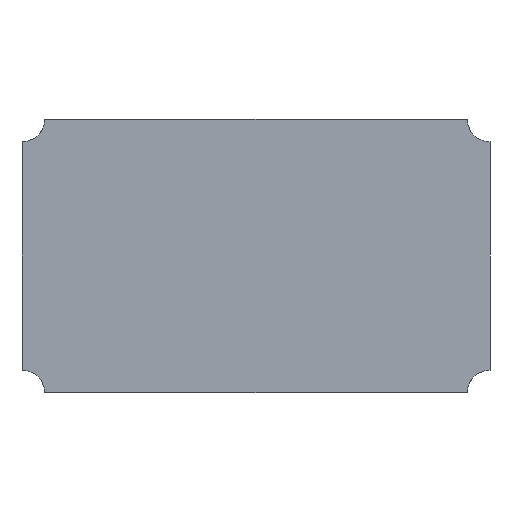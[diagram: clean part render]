
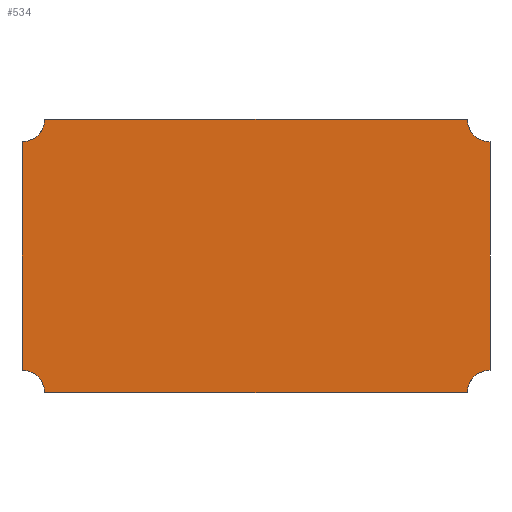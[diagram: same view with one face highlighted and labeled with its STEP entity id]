
A CAD part, front view. The second image highlights one B-rep face of the part: STEP entity #534.
In plain terms, the highlighted planar face has unit normal (0, -1, 0).
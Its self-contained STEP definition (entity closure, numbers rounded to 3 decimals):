
#24=PLANE('',#597);
#46=FACE_OUTER_BOUND('',#80,.T.);
#80=EDGE_LOOP('',(#398,#399,#400,#401,#402,#403,#404,#405));
#117=LINE('',#918,#157);
#121=LINE('',#927,#161);
#122=LINE('',#929,#162);
#123=LINE('',#930,#163);
#157=VECTOR('',#699,10.);
#161=VECTOR('',#709,10.);
#162=VECTOR('',#712,10.);
#163=VECTOR('',#713,10.);
#191=CIRCLE('',#576,0.1);
#194=CIRCLE('',#580,0.1);
#197=CIRCLE('',#584,0.1);
#200=CIRCLE('',#588,0.1);
#229=VERTEX_POINT('',#841);
#230=VERTEX_POINT('',#843);
#235=VERTEX_POINT('',#861);
#236=VERTEX_POINT('',#863);
#241=VERTEX_POINT('',#881);
#242=VERTEX_POINT('',#883);
#247=VERTEX_POINT('',#901);
#248=VERTEX_POINT('',#903);
#277=EDGE_CURVE('',#230,#229,#191,.T.);
#283=EDGE_CURVE('',#236,#235,#194,.T.);
#289=EDGE_CURVE('',#242,#241,#197,.T.);
#295=EDGE_CURVE('',#248,#247,#200,.T.);
#303=EDGE_CURVE('',#242,#229,#117,.T.);
#308=EDGE_CURVE('',#248,#235,#121,.T.);
#309=EDGE_CURVE('',#236,#241,#122,.T.);
#310=EDGE_CURVE('',#230,#247,#123,.T.);
#398=ORIENTED_EDGE('',*,*,#277,.T.);
#399=ORIENTED_EDGE('',*,*,#303,.F.);
#400=ORIENTED_EDGE('',*,*,#289,.T.);
#401=ORIENTED_EDGE('',*,*,#309,.F.);
#402=ORIENTED_EDGE('',*,*,#283,.T.);
#403=ORIENTED_EDGE('',*,*,#308,.F.);
#404=ORIENTED_EDGE('',*,*,#295,.T.);
#405=ORIENTED_EDGE('',*,*,#310,.F.);
#534=ADVANCED_FACE('',(#46),#24,.F.);
#576=AXIS2_PLACEMENT_3D('',#844,#652,#653);
#580=AXIS2_PLACEMENT_3D('',#864,#662,#663);
#584=AXIS2_PLACEMENT_3D('',#884,#672,#673);
#588=AXIS2_PLACEMENT_3D('',#904,#682,#683);
#597=AXIS2_PLACEMENT_3D('',#928,#710,#711);
#652=DIRECTION('center_axis',(0.,1.,0.));
#653=DIRECTION('ref_axis',(1.,0.,0.));
#662=DIRECTION('center_axis',(0.,1.,0.));
#663=DIRECTION('ref_axis',(1.,0.,0.));
#672=DIRECTION('center_axis',(0.,1.,0.));
#673=DIRECTION('ref_axis',(1.,0.,0.));
#682=DIRECTION('center_axis',(0.,1.,0.));
#683=DIRECTION('ref_axis',(1.,0.,0.));
#699=DIRECTION('',(1.,0.,0.));
#709=DIRECTION('',(-1.,0.,0.));
#710=DIRECTION('center_axis',(0.,1.,0.));
#711=DIRECTION('ref_axis',(1.,0.,0.));
#712=DIRECTION('',(0.,0.,1.));
#713=DIRECTION('',(0.,0.,-1.));
#841=CARTESIAN_POINT('',(0.925,0.,0.6));
#843=CARTESIAN_POINT('',(1.025,0.,0.5));
#844=CARTESIAN_POINT('Origin',(1.025,0.,0.6));
#861=CARTESIAN_POINT('',(-0.925,0.,-0.6));
#863=CARTESIAN_POINT('',(-1.025,0.,-0.5));
#864=CARTESIAN_POINT('Origin',(-1.025,0.,-0.6));
#881=CARTESIAN_POINT('',(-1.025,0.,0.5));
#883=CARTESIAN_POINT('',(-0.925,0.,0.6));
#884=CARTESIAN_POINT('Origin',(-1.025,0.,0.6));
#901=CARTESIAN_POINT('',(1.025,0.,-0.5));
#903=CARTESIAN_POINT('',(0.925,0.,-0.6));
#904=CARTESIAN_POINT('Origin',(1.025,0.,-0.6));
#918=CARTESIAN_POINT('',(-1.025,0.,0.6));
#927=CARTESIAN_POINT('',(1.025,0.,-0.6));
#928=CARTESIAN_POINT('Origin',(0.,0.,0.));
#929=CARTESIAN_POINT('',(-1.025,0.,-0.6));
#930=CARTESIAN_POINT('',(1.025,0.,0.6));
